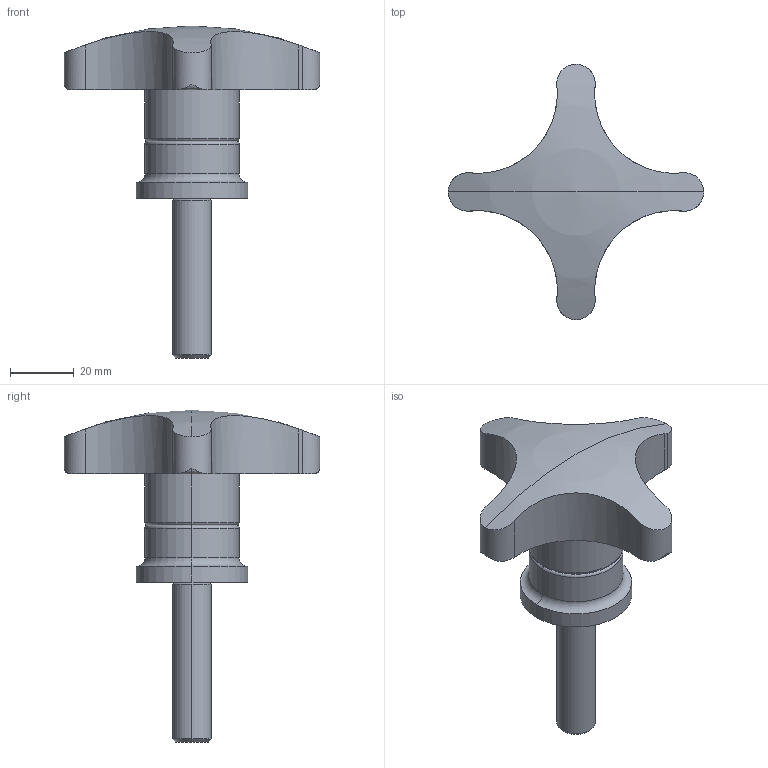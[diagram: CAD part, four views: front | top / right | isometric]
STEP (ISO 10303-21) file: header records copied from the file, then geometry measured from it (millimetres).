
FILE_DESCRIPTION(('STEP AP214'),'1');
FILE_NAME(' ',' ',('TraceParts'),('TraceParts S.A.'),'XStep 1.0',' ',' ');
FILE_SCHEMA(('automotive_design'));
Length unit declared in the file: millimetre
Products named in the file (1): 1
Bounding box: 80 x 80 x 104 mm (x, y, z)
Volume: 69091.9 mm3; surface area: 14158.9 mm2
Topology: 1 solids, 1 shells, 41 faces, 104 edges, 65 vertices
Faces by surface type: cylinder 20, torus 12, cone 4, plane 3, sphere 2
Entity records: 2849 total; most frequent: CARTESIAN_POINT 681, DIRECTION 216, STYLED_ITEM 209, PRESENTATION_STYLE_ASSIGNMENT 209, COLOUR_RGB 209, ORIENTED_EDGE 204, EDGE_CURVE 102, CURVE_STYLE 102
